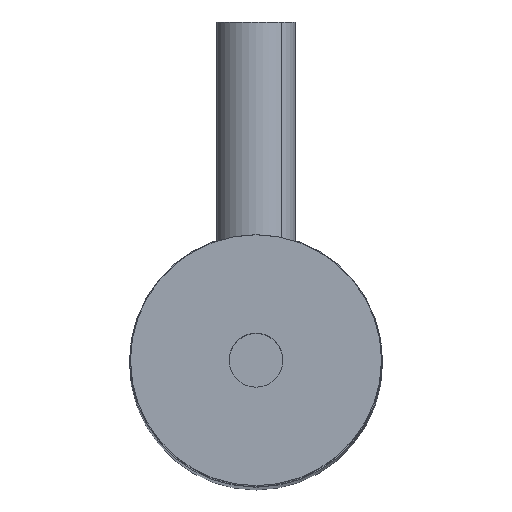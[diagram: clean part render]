
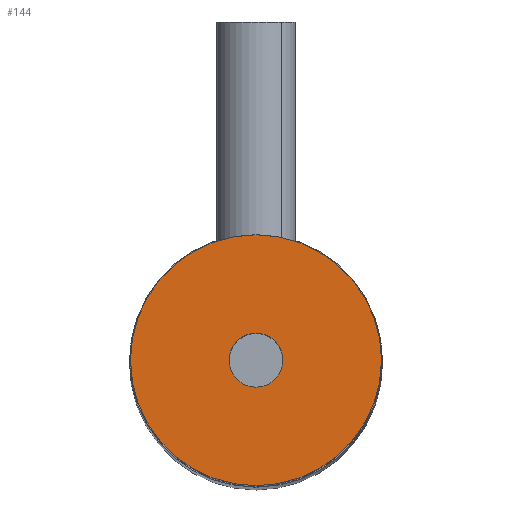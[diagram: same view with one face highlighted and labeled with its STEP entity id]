
A CAD part, top view. The second image highlights one B-rep face of the part: STEP entity #144.
In plain terms, the highlighted planar face has unit normal (0, 0, 1).
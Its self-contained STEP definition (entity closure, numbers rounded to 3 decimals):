
#39 = VERTEX_POINT ( 'NONE', #554 ) ;
#41 = EDGE_CURVE ( 'NONE', #39, #42, #553, .T. ) ;
#42 = VERTEX_POINT ( 'NONE', #548 ) ;
#97 = VERTEX_POINT ( 'NONE', #809 ) ;
#99 = EDGE_CURVE ( 'NONE', #100, #97, #808, .T. ) ;
#100 = VERTEX_POINT ( 'NONE', #803 ) ;
#144 = ADVANCED_FACE ( 'NONE', ( #1020, #1016 ), #1052, .T. ) ;
#145 = EDGE_LOOP ( 'NONE', ( #146, #148 ) ) ;
#146 = ORIENTED_EDGE ( 'NONE', *, *, #147, .F. ) ;
#147 = EDGE_CURVE ( 'NONE', #42, #39, #1046, .T. ) ;
#148 = ORIENTED_EDGE ( 'NONE', *, *, #41, .F. ) ;
#149 = EDGE_LOOP ( 'NONE', ( #150, #151 ) ) ;
#150 = ORIENTED_EDGE ( 'NONE', *, *, #99, .T. ) ;
#151 = ORIENTED_EDGE ( 'NONE', *, *, #165, .T. ) ;
#165 = EDGE_CURVE ( 'NONE', #97, #100, #1137, .T. ) ;
#548 = CARTESIAN_POINT ( 'NONE',  ( 1.353, 0., 0. ) ) ;
#549 = DIRECTION ( 'NONE',  ( 1., 0., 0. ) ) ;
#550 = DIRECTION ( 'NONE',  ( 0., 0., 1. ) ) ;
#551 = CARTESIAN_POINT ( 'NONE',  ( 0., 0., 0. ) ) ;
#552 = AXIS2_PLACEMENT_3D ( 'NONE', #551, #550, #549 ) ;
#553 = CIRCLE ( 'NONE', #552, 1.353 ) ;
#554 = CARTESIAN_POINT ( 'NONE',  ( -1.353, 0., 0. ) ) ;
#803 = CARTESIAN_POINT ( 'NONE',  ( 6.3, 0., 0. ) ) ;
#804 = DIRECTION ( 'NONE',  ( 1., 0., 0. ) ) ;
#805 = DIRECTION ( 'NONE',  ( 0., 0., 1. ) ) ;
#806 = CARTESIAN_POINT ( 'NONE',  ( 0., 0., 0. ) ) ;
#807 = AXIS2_PLACEMENT_3D ( 'NONE', #806, #805, #804 ) ;
#808 = CIRCLE ( 'NONE', #807, 6.3 ) ;
#809 = CARTESIAN_POINT ( 'NONE',  ( -6.3, 0., 0. ) ) ;
#1016 = FACE_OUTER_BOUND ( 'NONE', #149, .T. ) ;
#1020 = FACE_BOUND ( 'NONE', #145, .T. ) ;
#1042 = DIRECTION ( 'NONE',  ( 1., 0., 0. ) ) ;
#1043 = DIRECTION ( 'NONE',  ( 0., 0., 1. ) ) ;
#1044 = CARTESIAN_POINT ( 'NONE',  ( 0., 0., 0. ) ) ;
#1045 = AXIS2_PLACEMENT_3D ( 'NONE', #1044, #1043, #1042 ) ;
#1046 = CIRCLE ( 'NONE', #1045, 1.353 ) ;
#1048 = DIRECTION ( 'NONE',  ( 1., 0., 0. ) ) ;
#1049 = DIRECTION ( 'NONE',  ( 0., 0., 1. ) ) ;
#1050 = CARTESIAN_POINT ( 'NONE',  ( 0., 0., 0. ) ) ;
#1051 = AXIS2_PLACEMENT_3D ( 'NONE', #1050, #1049, #1048 ) ;
#1052 = PLANE ( 'NONE',  #1051 ) ;
#1134 = DIRECTION ( 'NONE',  ( 1., 0., 0. ) ) ;
#1135 = DIRECTION ( 'NONE',  ( 0., 0., 1. ) ) ;
#1136 = AXIS2_PLACEMENT_3D ( 'NONE', #1142, #1135, #1134 ) ;
#1137 = CIRCLE ( 'NONE', #1136, 6.3 ) ;
#1142 = CARTESIAN_POINT ( 'NONE',  ( 0., 0., 0. ) ) ;
